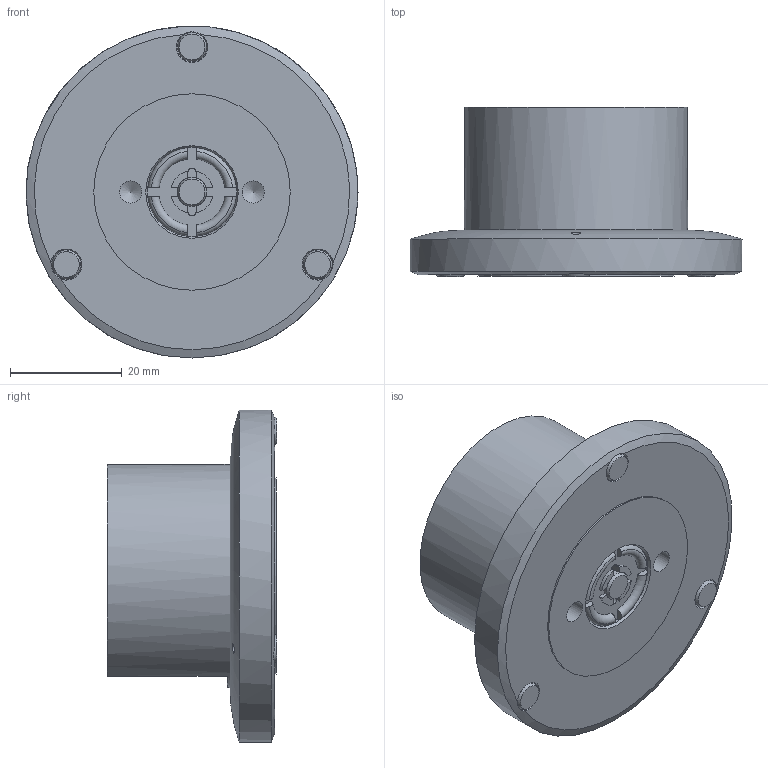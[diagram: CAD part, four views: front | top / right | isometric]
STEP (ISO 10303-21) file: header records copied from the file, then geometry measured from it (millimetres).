
FILE_DESCRIPTION(/* description */ ('STEP AP214'),/* implementation_level */ '2;1');
FILE_NAME(/* name */ '574564_OGGB-60-G18-2-Q',/* time_stamp */ '2024-09-13T10:22:29+02:00',/* author */ ('License CC BY-ND 4.0'),/* organization */ ('CADENAS'),/* preprocessor_version */ 'ST-DEVELOPER v19.3',/* originating_system */ 'PARTsolutions',/* authorisation */ ' ');
FILE_SCHEMA (('AUTOMOTIVE_DESIGN {1 0 10303 214 3 1 1}'));
Length unit declared in the file: millimetre
Products named in the file (3): 574564 OGGB-60-G18-2-Q; 574564 OGGB-60-G18-2-Q-P1; 116515 G1/8
Assembly tree (2 placements, depth 2):
  574564 OGGB-60-G18-2-Q
    574564 OGGB-60-G18-2-Q-P1
    116515 G1/8
Bounding box: 59.5 x 30.37 x 59.5 mm (x, y, z)
Volume: 47068.6 mm3; surface area: 11342.3 mm2
Topology: 2 solids, 2 shells, 121 faces, 271 edges, 172 vertices
Faces by surface type: plane 57, cylinder 28, cone 27, torus 9
Full cylindrical faces by diameter (mm): 1.7 x3, 4 x2, 4.134 x4, 5.2 x4, 8.566 x2, 9.728 x3, 16 x1, 35.2 x1, 40 x1, 59.5 x1
Entity records: 4003 total; most frequent: CARTESIAN_POINT 642, DIRECTION 528, ORIENTED_EDGE 422, AXIS2_PLACEMENT_3D 229, EDGE_CURVE 211, FACE_BOUND 188, EDGE_LOOP 185, VERTEX_POINT 161
